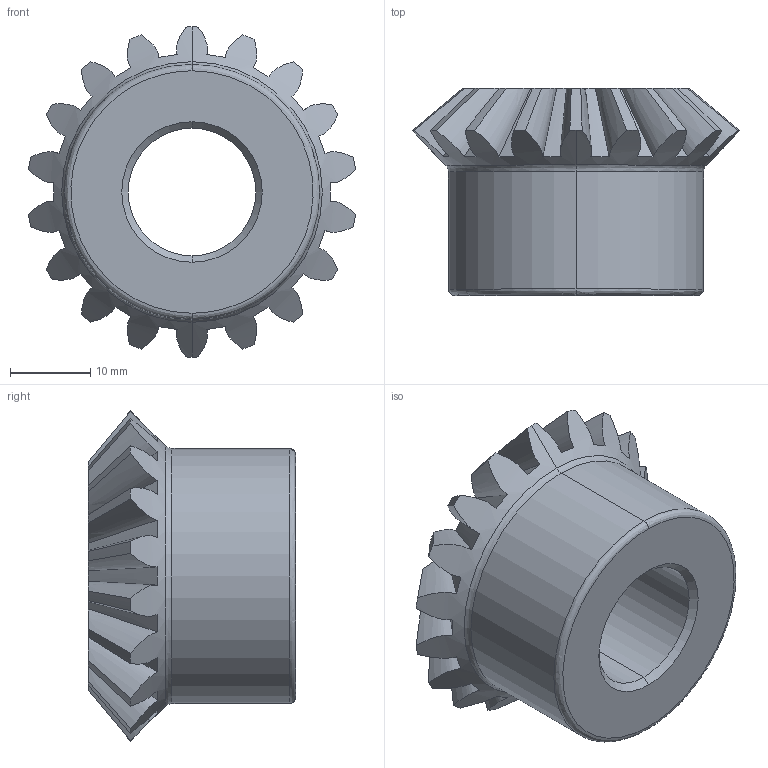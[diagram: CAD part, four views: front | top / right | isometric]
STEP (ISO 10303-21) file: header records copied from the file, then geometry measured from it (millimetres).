
FILE_DESCRIPTION (( 'STEP AP203' ), '1' );
FILE_NAME ('6529K18.step', '2015-09-21T21:52:55', ( '' ), ( '' ), 'SwSTEP 2.0', 'SolidWorks 2010', '' );
FILE_SCHEMA (( 'CONFIG_CONTROL_DESIGN' ));
Length unit declared in the file: inch
Products named in the file (1): 6529K18
Bounding box: 40.71 x 25.78 x 41.09 mm (x, y, z)
Volume: 15507 mm3; surface area: 6078.7 mm2
Topology: 1 solids, 1 shells, 89 faces, 250 edges, 163 vertices
Faces by surface type: bspline 58, cone 25, cylinder 4, plane 2
Entity records: 8704 total; most frequent: CARTESIAN_POINT 6743, ORIENTED_EDGE 500, EDGE_CURVE 250, DIRECTION 225, VERTEX_POINT 163, B_SPLINE_CURVE_WITH_KNOTS 144, EDGE_LOOP 91, ADVANCED_FACE 89
